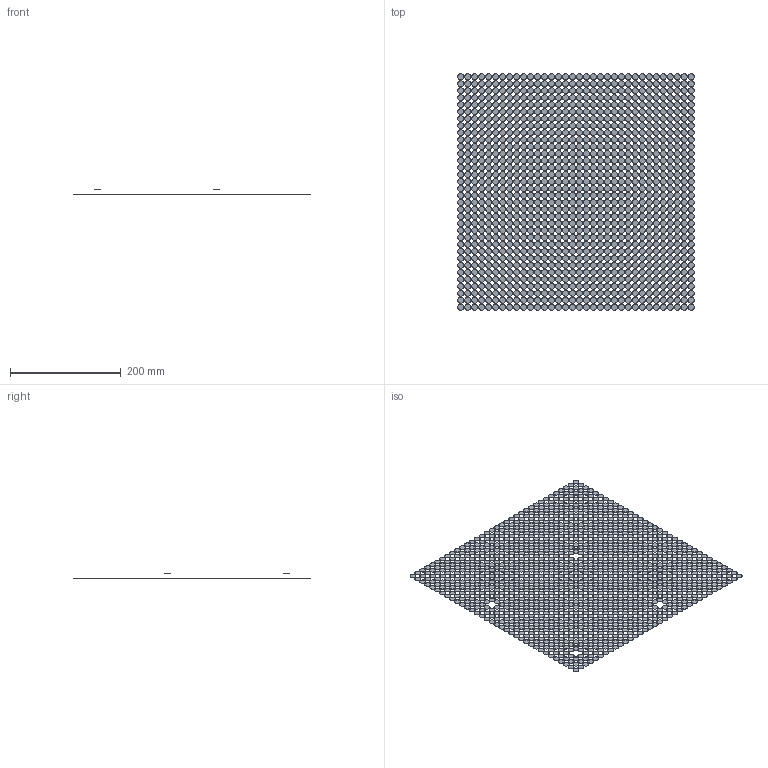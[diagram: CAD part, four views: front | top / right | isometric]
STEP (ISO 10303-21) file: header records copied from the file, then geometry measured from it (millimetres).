
FILE_DESCRIPTION(/* description */ (''),/* implementation_level */ '2;1');
FILE_NAME(/* name */ '5e81a9d2-0d7a-47d2-b7b3-3cf86f271e80.stp',/* time_stamp */ '2022-03-14T03:23:35+00:00',/* author */ (''),/* organization */ (''),/* preprocessor_version */ 'ST-DEVELOPER v18.1',/* originating_system */ 'Autodesk Translation Framework v10.14.0.1471',/* authorisation */ '');
FILE_SCHEMA (('AUTOMOTIVE_DESIGN { 1 0 10303 214 3 1 1 }'));
Length unit declared in the file: centimetre
Products named in the file (9): c5g7; UO2 Lattice; UO2 Pins; MOX Lattice; Guide Tubes; Fission Chamber; MOX-4.3 Pins; MOX-7.0 Pins; MOX-8.7 Pins
Assembly tree (12 placements, depth 3):
  c5g7
    UO2 Lattice  x2
      UO2 Pins
      Guide Tubes
      Fission Chamber
    MOX Lattice  x2
      Guide Tubes
      Fission Chamber
      MOX-4.3 Pins
      MOX-7.0 Pins
      MOX-8.7 Pins
Bounding box: 426.6 x 426.6 x 10 mm (x, y, z)
Surface area: 106266.3 mm2 (no closed solid volume)
Topology: 0 solids, 1160 shells, 1160 faces, 1160 edges, 1160 vertices
Faces by surface type: plane 1160
Entity records: 11398 total; most frequent: DIRECTION 2258, CARTESIAN_POINT 1683, AXIS2_PLACEMENT_3D 1129, STYLED_ITEM 554, FACE_OUTER_BOUND 554, EDGE_LOOP 554, CIRCLE 554, VERTEX_POINT 554
